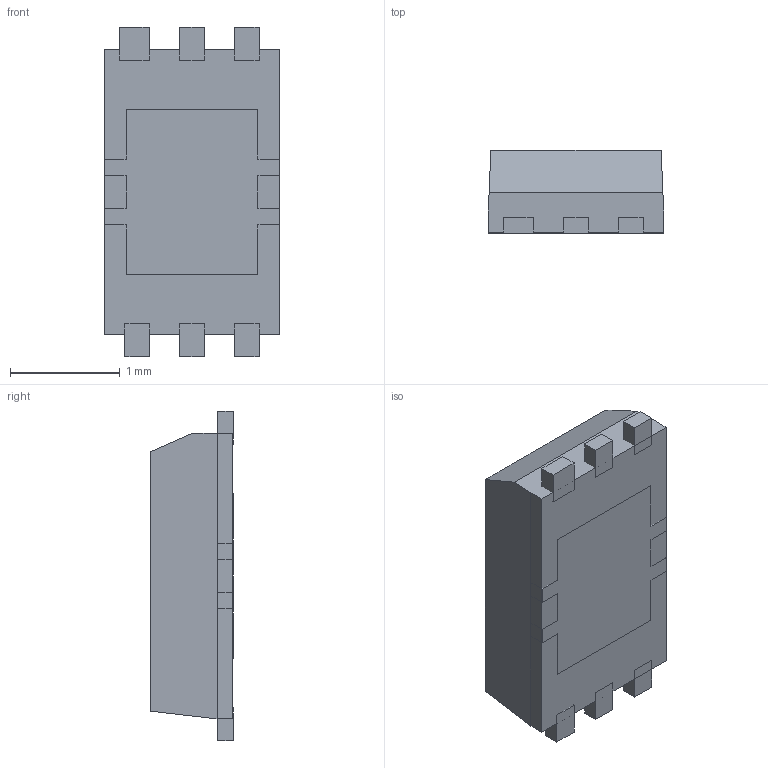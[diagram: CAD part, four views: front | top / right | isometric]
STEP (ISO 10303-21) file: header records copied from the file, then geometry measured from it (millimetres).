
FILE_DESCRIPTION (( 'STEP AP214' ), '1' );
FILE_NAME ('User Library-BH1750FVI-1.STEP', '2020-07-06T09:33:10', ( '' ), ( '' ), 'SwSTEP 2.0', 'SolidWorks 2020', '' );
FILE_SCHEMA (( 'AUTOMOTIVE_DESIGN' ));
Length unit declared in the file: millimetre
Products named in the file (1): User Library-BH1750FVI-1
Bounding box: 1.6 x 0.76 x 3 mm (x, y, z)
Volume: 3.3 mm3; surface area: 30.8 mm2
Topology: 9 solids, 9 shells, 119 faces, 282 edges, 188 vertices
Faces by surface type: plane 115, bspline 4
Entity records: 4875 total; most frequent: CARTESIAN_POINT 722, ORIENTED_EDGE 564, DIRECTION 506, EDGE_CURVE 282, VECTOR 274, LINE 274, VERTEX_POINT 188, UNCERTAINTY_MEASURE_WITH_UNIT 130
